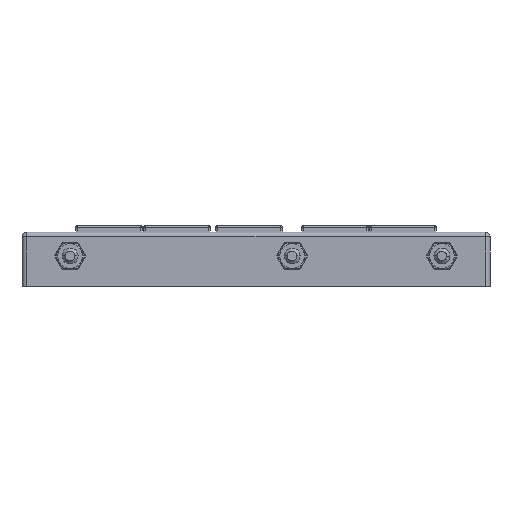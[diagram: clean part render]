
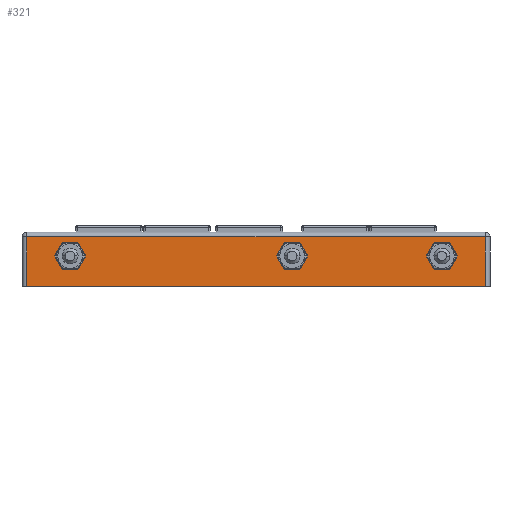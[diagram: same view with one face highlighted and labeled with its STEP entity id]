
A CAD part, front view. The second image highlights one B-rep face of the part: STEP entity #321.
In plain terms, the highlighted planar face has unit normal (0, -1, 0).
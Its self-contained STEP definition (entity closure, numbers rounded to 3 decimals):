
#321=ADVANCED_FACE('NONE',(#1257,#1258,#1259,#1260),#1261,.F.);
#1257=FACE_OUTER_BOUND('',#3009,.T.);
#1258=FACE_BOUND('',#3010,.T.);
#1259=FACE_BOUND('',#3011,.T.);
#1260=FACE_BOUND('',#3012,.T.);
#1261=PLANE('',#3013);
#3009=EDGE_LOOP('',(#5220,#5221,#5222,#5223));
#3010=EDGE_LOOP('',(#5224,#5225,#5226,#5227,#5228,#5229));
#3011=EDGE_LOOP('',(#5230,#5231,#5232,#5233,#5234,#5235));
#3012=EDGE_LOOP('',(#5236,#5237,#5238,#5239,#5240,#5241));
#3013=AXIS2_PLACEMENT_3D('',#5242,#5243,#5244);
#5220=ORIENTED_EDGE('',*,*,#11445,.T.);
#5221=ORIENTED_EDGE('',*,*,#11446,.T.);
#5222=ORIENTED_EDGE('',*,*,#11447,.T.);
#5223=ORIENTED_EDGE('',*,*,#11448,.T.);
#5224=ORIENTED_EDGE('',*,*,#11449,.F.);
#5225=ORIENTED_EDGE('',*,*,#11450,.F.);
#5226=ORIENTED_EDGE('',*,*,#11451,.F.);
#5227=ORIENTED_EDGE('',*,*,#11452,.F.);
#5228=ORIENTED_EDGE('',*,*,#11453,.F.);
#5229=ORIENTED_EDGE('',*,*,#11454,.F.);
#5230=ORIENTED_EDGE('',*,*,#11455,.F.);
#5231=ORIENTED_EDGE('',*,*,#11456,.F.);
#5232=ORIENTED_EDGE('',*,*,#11457,.F.);
#5233=ORIENTED_EDGE('',*,*,#11458,.F.);
#5234=ORIENTED_EDGE('',*,*,#11459,.F.);
#5235=ORIENTED_EDGE('',*,*,#11460,.F.);
#5236=ORIENTED_EDGE('',*,*,#11461,.F.);
#5237=ORIENTED_EDGE('',*,*,#11462,.F.);
#5238=ORIENTED_EDGE('',*,*,#11463,.F.);
#5239=ORIENTED_EDGE('',*,*,#11464,.F.);
#5240=ORIENTED_EDGE('',*,*,#11465,.F.);
#5241=ORIENTED_EDGE('',*,*,#11466,.F.);
#5242=CARTESIAN_POINT('',(-73.5,-51.0,8.5));
#5243=DIRECTION('',(0.,1.0,0.));
#5244=DIRECTION('',(1.0,0.0,0.));
#11445=EDGE_CURVE('NONE',#13645,#13646,#13647,.T.);
#11446=EDGE_CURVE('NONE',#13646,#13648,#13649,.T.);
#11447=EDGE_CURVE('NONE',#13648,#13650,#13651,.T.);
#11448=EDGE_CURVE('NONE',#13650,#13645,#13652,.T.);
#11449=EDGE_CURVE('NONE',#13653,#13654,#13655,.T.);
#11450=EDGE_CURVE('NONE',#13656,#13653,#13657,.T.);
#11451=EDGE_CURVE('NONE',#13658,#13656,#13659,.T.);
#11452=EDGE_CURVE('NONE',#13660,#13658,#13661,.T.);
#11453=EDGE_CURVE('NONE',#13662,#13660,#13663,.T.);
#11454=EDGE_CURVE('NONE',#13654,#13662,#13664,.T.);
#11455=EDGE_CURVE('NONE',#13665,#13666,#13667,.T.);
#11456=EDGE_CURVE('NONE',#13668,#13665,#13669,.T.);
#11457=EDGE_CURVE('NONE',#13670,#13668,#13671,.T.);
#11458=EDGE_CURVE('NONE',#13672,#13670,#13673,.T.);
#11459=EDGE_CURVE('NONE',#13674,#13672,#13675,.T.);
#11460=EDGE_CURVE('NONE',#13666,#13674,#13676,.T.);
#11461=EDGE_CURVE('NONE',#13677,#13678,#13679,.T.);
#11462=EDGE_CURVE('NONE',#13680,#13677,#13681,.T.);
#11463=EDGE_CURVE('NONE',#13682,#13680,#13683,.T.);
#11464=EDGE_CURVE('NONE',#13684,#13682,#13685,.T.);
#11465=EDGE_CURVE('NONE',#13686,#13684,#13687,.T.);
#11466=EDGE_CURVE('NONE',#13678,#13686,#13688,.T.);
#13645=VERTEX_POINT('NONE',#17119);
#13646=VERTEX_POINT('NONE',#17120);
#13647=LINE('',#17121,#17122);
#13648=VERTEX_POINT('NONE',#17123);
#13649=LINE('',#17124,#17125);
#13650=VERTEX_POINT('NONE',#17126);
#13651=LINE('',#17127,#17128);
#13652=LINE('',#17129,#17130);
#13653=VERTEX_POINT('NONE',#17131);
#13654=VERTEX_POINT('NONE',#17132);
#13655=LINE('',#17133,#17134);
#13656=VERTEX_POINT('NONE',#17135);
#13657=LINE('',#17136,#17137);
#13658=VERTEX_POINT('NONE',#17138);
#13659=LINE('',#17139,#17140);
#13660=VERTEX_POINT('NONE',#17141);
#13661=LINE('',#17142,#17143);
#13662=VERTEX_POINT('NONE',#17144);
#13663=LINE('',#17145,#17146);
#13664=LINE('',#17147,#17148);
#13665=VERTEX_POINT('NONE',#17149);
#13666=VERTEX_POINT('NONE',#17150);
#13667=LINE('',#17151,#17152);
#13668=VERTEX_POINT('NONE',#17153);
#13669=LINE('',#17154,#17155);
#13670=VERTEX_POINT('NONE',#17156);
#13671=LINE('',#17157,#17158);
#13672=VERTEX_POINT('NONE',#17159);
#13673=LINE('',#17160,#17161);
#13674=VERTEX_POINT('NONE',#17162);
#13675=LINE('',#17163,#17164);
#13676=LINE('',#17165,#17166);
#13677=VERTEX_POINT('NONE',#17167);
#13678=VERTEX_POINT('NONE',#17168);
#13679=LINE('',#17169,#17170);
#13680=VERTEX_POINT('NONE',#17171);
#13681=LINE('',#17172,#17173);
#13682=VERTEX_POINT('NONE',#17174);
#13683=LINE('',#17175,#17176);
#13684=VERTEX_POINT('NONE',#17177);
#13685=LINE('',#17178,#17179);
#13686=VERTEX_POINT('NONE',#17180);
#13687=LINE('',#17181,#17182);
#13688=LINE('',#17183,#17184);
#17119=CARTESIAN_POINT('',(-72.0,-51.0,-8.5));
#17120=CARTESIAN_POINT('',(72.0,-51.0,-8.5));
#17121=CARTESIAN_POINT('',(-73.5,-51.0,-8.5));
#17122=VECTOR('',#21971,1000.0);
#17123=CARTESIAN_POINT('',(72.0,-51.0,7.0));
#17124=CARTESIAN_POINT('',(72.0,-51.0,8.5));
#17125=VECTOR('',#21972,1000.0);
#17126=CARTESIAN_POINT('',(-72.0,-51.0,7.0));
#17127=CARTESIAN_POINT('',(-73.5,-51.0,7.0));
#17128=VECTOR('',#21973,1000.0);
#17129=CARTESIAN_POINT('',(-72.0,-51.0,8.5));
#17130=VECTOR('',#21974,1000.0);
#17131=CARTESIAN_POINT('',(60.854,-51.0,-3.25));
#17132=CARTESIAN_POINT('',(63.307,-51.0,1.));
#17133=CARTESIAN_POINT('',(60.854,-51.0,-3.25));
#17134=VECTOR('',#21975,1000.0);
#17135=CARTESIAN_POINT('',(55.946,-51.0,-3.25));
#17136=CARTESIAN_POINT('',(55.946,-51.0,-3.25));
#17137=VECTOR('',#21976,1000.0);
#17138=CARTESIAN_POINT('',(53.493,-51.0,1.));
#17139=CARTESIAN_POINT('',(53.493,-51.0,1.));
#17140=VECTOR('',#21977,1000.0);
#17141=CARTESIAN_POINT('',(55.946,-51.0,5.25));
#17142=CARTESIAN_POINT('',(55.946,-51.0,5.25));
#17143=VECTOR('',#21978,1000.0);
#17144=CARTESIAN_POINT('',(60.854,-51.0,5.25));
#17145=CARTESIAN_POINT('',(60.854,-51.0,5.25));
#17146=VECTOR('',#21979,1000.0);
#17147=CARTESIAN_POINT('',(63.307,-51.0,1.));
#17148=VECTOR('',#21980,1000.0);
#17149=CARTESIAN_POINT('',(13.804,-51.0,-3.25));
#17150=CARTESIAN_POINT('',(16.257,-51.0,1.0));
#17151=CARTESIAN_POINT('',(13.804,-51.0,-3.25));
#17152=VECTOR('',#21981,1000.0);
#17153=CARTESIAN_POINT('',(8.896,-51.0,-3.25));
#17154=CARTESIAN_POINT('',(8.896,-51.0,-3.25));
#17155=VECTOR('',#21982,1000.0);
#17156=CARTESIAN_POINT('',(6.443,-51.0,1.));
#17157=CARTESIAN_POINT('',(6.443,-51.0,1.));
#17158=VECTOR('',#21983,1000.0);
#17159=CARTESIAN_POINT('',(8.896,-51.0,5.25));
#17160=CARTESIAN_POINT('',(8.896,-51.0,5.25));
#17161=VECTOR('',#21984,1000.0);
#17162=CARTESIAN_POINT('',(13.804,-51.0,5.25));
#17163=CARTESIAN_POINT('',(13.804,-51.0,5.25));
#17164=VECTOR('',#21985,1000.0);
#17165=CARTESIAN_POINT('',(16.257,-51.0,1.0));
#17166=VECTOR('',#21986,1000.0);
#17167=CARTESIAN_POINT('',(-55.946,-51.0,-3.25));
#17168=CARTESIAN_POINT('',(-53.493,-51.0,1.));
#17169=CARTESIAN_POINT('',(-55.946,-51.0,-3.25));
#17170=VECTOR('',#21987,1000.0);
#17171=CARTESIAN_POINT('',(-60.854,-51.0,-3.25));
#17172=CARTESIAN_POINT('',(-60.854,-51.0,-3.25));
#17173=VECTOR('',#21988,1000.0);
#17174=CARTESIAN_POINT('',(-63.307,-51.0,1.));
#17175=CARTESIAN_POINT('',(-63.307,-51.0,1.));
#17176=VECTOR('',#21989,1000.0);
#17177=CARTESIAN_POINT('',(-60.854,-51.0,5.25));
#17178=CARTESIAN_POINT('',(-60.854,-51.0,5.25));
#17179=VECTOR('',#21990,1000.0);
#17180=CARTESIAN_POINT('',(-55.946,-51.0,5.25));
#17181=CARTESIAN_POINT('',(-55.946,-51.0,5.25));
#17182=VECTOR('',#21991,1000.0);
#17183=CARTESIAN_POINT('',(-53.493,-51.0,1.));
#17184=VECTOR('',#21992,1000.0);
#21971=DIRECTION('',(1.0,0.,0.0));
#21972=DIRECTION('',(-0.0,-0.0,1.0));
#21973=DIRECTION('',(-1.0,0.,-0.0));
#21974=DIRECTION('',(0.0,0.0,-1.0));
#21975=DIRECTION('',(0.5,0.0,0.866));
#21976=DIRECTION('',(1.0,0.0,0.0));
#21977=DIRECTION('',(0.5,0.0,-0.866));
#21978=DIRECTION('',(-0.5,0.0,-0.866));
#21979=DIRECTION('',(-1.0,0.0,0.0));
#21980=DIRECTION('',(-0.5,0.0,0.866));
#21981=DIRECTION('',(0.5,0.0,0.866));
#21982=DIRECTION('',(1.0,0.0,0.0));
#21983=DIRECTION('',(0.5,0.0,-0.866));
#21984=DIRECTION('',(-0.5,0.0,-0.866));
#21985=DIRECTION('',(-1.0,0.0,0.));
#21986=DIRECTION('',(-0.5,0.0,0.866));
#21987=DIRECTION('',(0.5,0.0,0.866));
#21988=DIRECTION('',(1.0,0.0,0.0));
#21989=DIRECTION('',(0.5,0.0,-0.866));
#21990=DIRECTION('',(-0.5,0.0,-0.866));
#21991=DIRECTION('',(-1.0,0.0,0.));
#21992=DIRECTION('',(-0.5,0.0,0.866));
